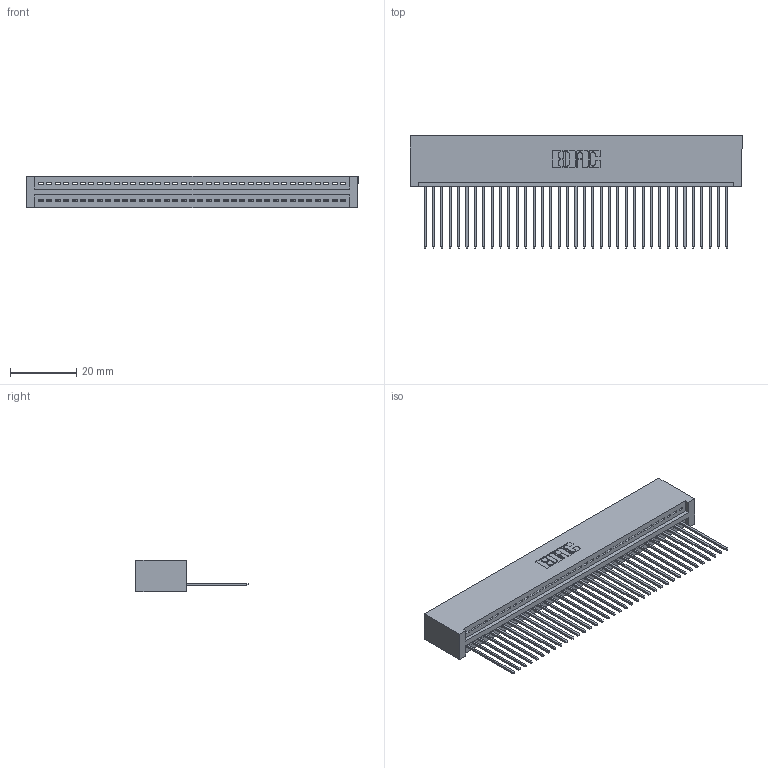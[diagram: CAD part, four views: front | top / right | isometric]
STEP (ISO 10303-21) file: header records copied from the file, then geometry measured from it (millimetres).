
FILE_DESCRIPTION (( 'STEP AP203' ), '1' );
FILE_NAME ('345-037-541-101.STEP', '2019-10-08T01:34:13', ( '' ), ( '' ), 'SwSTEP 2.0', 'SolidWorks 2016', '' );
FILE_SCHEMA (( 'CONFIG_CONTROL_DESIGN' ));
Length unit declared in the file: inch
Products named in the file (3): 345-292-001_345-293-141; 345 Part_No Mounting Lugs; 345-037-541-101
Assembly tree (38 placements, depth 2):
  345-037-541-101
    345 Part_No Mounting Lugs
    345-292-001_345-293-141  x37
Bounding box: 100.58 x 33.96 x 9.4 mm (x, y, z)
Volume: 10219.1 mm3; surface area: 14420.8 mm2
Topology: 38 solids, 38 shells, 2264 faces, 6829 edges, 4502 vertices
Faces by surface type: plane 1556, cylinder 708
Entity records: 28261 total; most frequent: CARTESIAN_POINT 4903, ORIENTED_EDGE 4874, DIRECTION 4283, EDGE_CURVE 2437, VECTOR 2165, LINE 2165, VERTEX_POINT 1622, AXIS2_PLACEMENT_3D 1059
